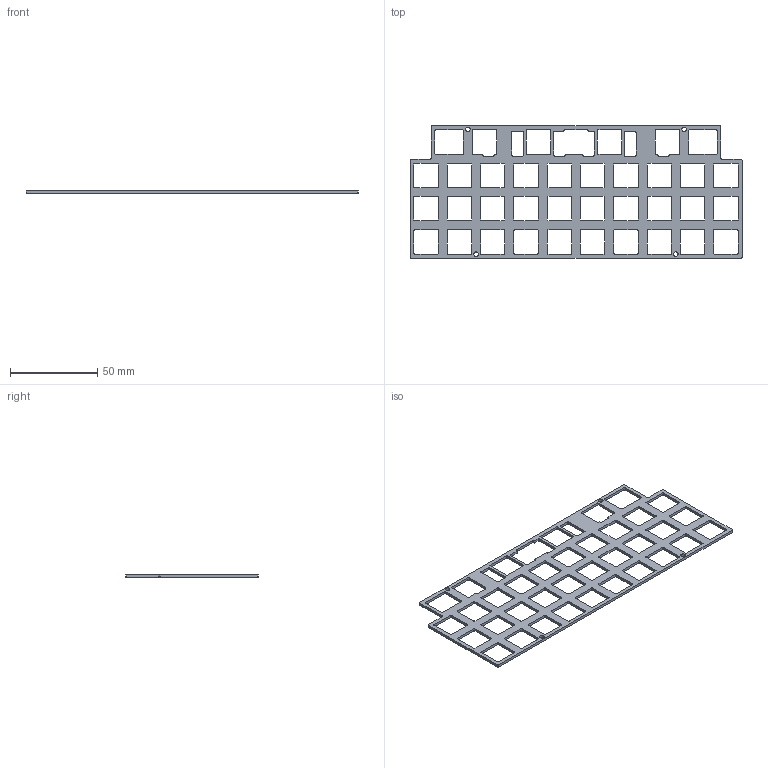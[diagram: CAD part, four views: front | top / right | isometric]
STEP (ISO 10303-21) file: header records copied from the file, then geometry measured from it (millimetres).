
FILE_DESCRIPTION(('KiCad electronic assembly'),'2;1');
FILE_NAME('_33_plate.step','2020-07-03T16:10:39',('Pcbnew'),('Kicad'), 'Open CASCADE STEP processor 6.9','KiCad to STEP converter','Unknown' );
FILE_SCHEMA(('AUTOMOTIVE_DESIGN { 1 0 10303 214 1 1 1 1 }'));
Length unit declared in the file: millimetre
Products named in the file (2): Open CASCADE STEP translator 6.9 1; COMPOUND
Assembly tree (1 placements, depth 2):
  Open CASCADE STEP translator 6.9 1
    COMPOUND
Bounding box: 189.95 x 75.65 x 1.6 mm (x, y, z)
Volume: 9986.6 mm3; surface area: 16833.4 mm2
Topology: 1 solids, 1 shells, 355 faces, 1059 edges, 706 vertices
Faces by surface type: plane 182, cylinder 173
Full cylindrical faces by diameter (mm): 2.6 x4
Entity records: 26005 total; most frequent: CARTESIAN_POINT 4240, DIRECTION 4237, LINE 2485, VECTOR 2485, ORIENTED_EDGE 2118, PCURVE 2118, DEFINITIONAL_REPRESENTATION 2118, EDGE_CURVE 1059
